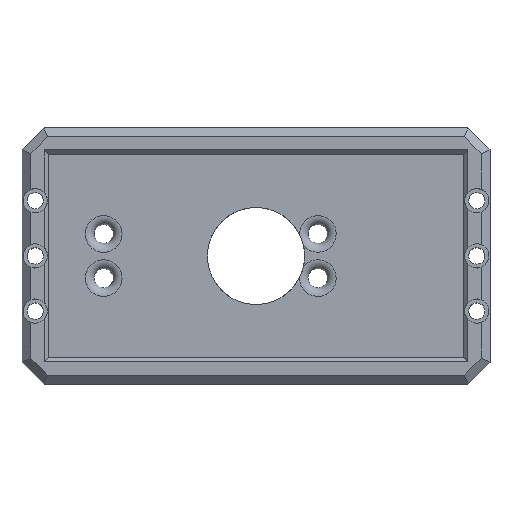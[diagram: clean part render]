
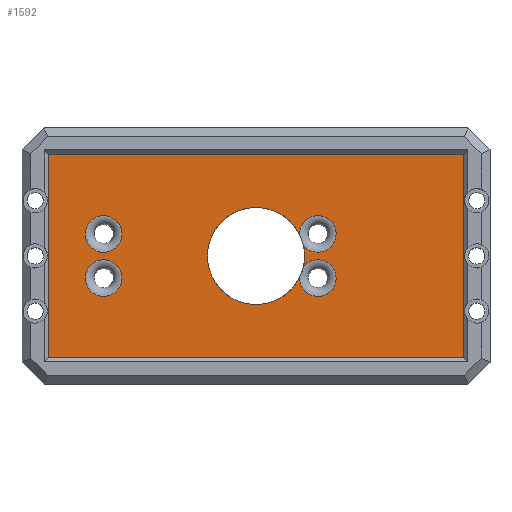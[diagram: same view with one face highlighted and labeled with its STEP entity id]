
A CAD part, top view. The second image highlights one B-rep face of the part: STEP entity #1592.
In plain terms, the highlighted planar face has unit normal (0, 0, 1).
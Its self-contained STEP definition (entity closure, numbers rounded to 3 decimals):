
#70=FACE_BOUND('',#310,.T.);
#71=FACE_BOUND('',#311,.T.);
#72=FACE_BOUND('',#312,.T.);
#137=PLANE('',#1763);
#212=FACE_OUTER_BOUND('',#309,.T.);
#309=EDGE_LOOP('',(#1425,#1426,#1427,#1428));
#310=EDGE_LOOP('',(#1429,#1430,#1431,#1432,#1433,#1434,#1435));
#311=EDGE_LOOP('',(#1436));
#312=EDGE_LOOP('',(#1437));
#378=LINE('',#2406,#519);
#381=LINE('',#2411,#522);
#470=LINE('',#2664,#611);
#471=LINE('',#2665,#612);
#519=VECTOR('',#1954,10.);
#522=VECTOR('',#1959,10.);
#611=VECTOR('',#2200,10.);
#612=VECTOR('',#2201,10.);
#655=CIRCLE('',#1741,4.15);
#658=CIRCLE('',#1744,4.15);
#659=CIRCLE('',#1746,11.);
#661=CIRCLE('',#1748,11.);
#662=CIRCLE('',#1749,11.);
#664=CIRCLE('',#1753,4.15);
#667=CIRCLE('',#1756,4.15);
#669=CIRCLE('',#1760,4.15);
#672=CIRCLE('',#1764,4.15);
#756=VERTEX_POINT('',#2403);
#757=VERTEX_POINT('',#2405);
#758=VERTEX_POINT('',#2409);
#818=VERTEX_POINT('',#2609);
#819=VERTEX_POINT('',#2610);
#820=VERTEX_POINT('',#2619);
#822=VERTEX_POINT('',#2626);
#824=VERTEX_POINT('',#2631);
#825=VERTEX_POINT('',#2633);
#827=VERTEX_POINT('',#2646);
#830=VERTEX_POINT('',#2657);
#832=VERTEX_POINT('',#2663);
#833=VERTEX_POINT('',#2666);
#922=EDGE_CURVE('',#757,#756,#378,.T.);
#925=EDGE_CURVE('',#756,#758,#381,.T.);
#1025=EDGE_CURVE('',#819,#820,#655,.T.);
#1028=EDGE_CURVE('',#820,#818,#658,.T.);
#1029=EDGE_CURVE('',#822,#818,#659,.T.);
#1032=EDGE_CURVE('',#824,#822,#661,.T.);
#1034=EDGE_CURVE('',#819,#825,#662,.T.);
#1037=EDGE_CURVE('',#824,#827,#664,.T.);
#1040=EDGE_CURVE('',#827,#825,#667,.T.);
#1043=EDGE_CURVE('',#830,#830,#669,.T.);
#1046=EDGE_CURVE('',#758,#832,#470,.T.);
#1047=EDGE_CURVE('',#832,#757,#471,.T.);
#1048=EDGE_CURVE('',#833,#833,#672,.T.);
#1425=ORIENTED_EDGE('',*,*,#1046,.T.);
#1426=ORIENTED_EDGE('',*,*,#1047,.T.);
#1427=ORIENTED_EDGE('',*,*,#922,.T.);
#1428=ORIENTED_EDGE('',*,*,#925,.T.);
#1429=ORIENTED_EDGE('',*,*,#1025,.F.);
#1430=ORIENTED_EDGE('',*,*,#1034,.T.);
#1431=ORIENTED_EDGE('',*,*,#1040,.F.);
#1432=ORIENTED_EDGE('',*,*,#1037,.F.);
#1433=ORIENTED_EDGE('',*,*,#1032,.T.);
#1434=ORIENTED_EDGE('',*,*,#1029,.T.);
#1435=ORIENTED_EDGE('',*,*,#1028,.F.);
#1436=ORIENTED_EDGE('',*,*,#1048,.F.);
#1437=ORIENTED_EDGE('',*,*,#1043,.F.);
#1592=ADVANCED_FACE('',(#212,#70,#71,#72),#137,.T.);
#1741=AXIS2_PLACEMENT_3D('',#2620,#2151,#2152);
#1744=AXIS2_PLACEMENT_3D('',#2624,#2157,#2158);
#1746=AXIS2_PLACEMENT_3D('',#2627,#2161,#2162);
#1748=AXIS2_PLACEMENT_3D('',#2632,#2166,#2167);
#1749=AXIS2_PLACEMENT_3D('',#2640,#2168,#2169);
#1753=AXIS2_PLACEMENT_3D('',#2647,#2177,#2178);
#1756=AXIS2_PLACEMENT_3D('',#2651,#2183,#2184);
#1760=AXIS2_PLACEMENT_3D('',#2658,#2192,#2193);
#1763=AXIS2_PLACEMENT_3D('',#2662,#2198,#2199);
#1764=AXIS2_PLACEMENT_3D('',#2667,#2202,#2203);
#1954=DIRECTION('',(1.,0.,0.));
#1959=DIRECTION('',(0.,1.,0.));
#2151=DIRECTION('center_axis',(0.,0.,1.));
#2152=DIRECTION('ref_axis',(-1.,0.,0.));
#2157=DIRECTION('center_axis',(0.,0.,1.));
#2158=DIRECTION('ref_axis',(-1.,0.,0.));
#2161=DIRECTION('center_axis',(0.,0.,-1.));
#2162=DIRECTION('ref_axis',(-1.,0.,0.));
#2166=DIRECTION('center_axis',(0.,0.,-1.));
#2167=DIRECTION('ref_axis',(-1.,0.,0.));
#2168=DIRECTION('center_axis',(0.,0.,-1.));
#2169=DIRECTION('ref_axis',(-1.,0.,0.));
#2177=DIRECTION('center_axis',(0.,0.,1.));
#2178=DIRECTION('ref_axis',(-1.,0.,0.));
#2183=DIRECTION('center_axis',(0.,0.,1.));
#2184=DIRECTION('ref_axis',(-1.,0.,0.));
#2192=DIRECTION('center_axis',(0.,0.,1.));
#2193=DIRECTION('ref_axis',(-1.,0.,0.));
#2198=DIRECTION('center_axis',(0.,0.,1.));
#2199=DIRECTION('ref_axis',(1.,0.,0.));
#2200=DIRECTION('',(-1.,0.,0.));
#2201=DIRECTION('',(0.,-1.,0.));
#2202=DIRECTION('center_axis',(0.,0.,1.));
#2203=DIRECTION('ref_axis',(-1.,0.,0.));
#2403=CARTESIAN_POINT('',(47.,-23.,6.));
#2405=CARTESIAN_POINT('',(-47.,-23.,6.));
#2406=CARTESIAN_POINT('',(-47.,-23.,6.));
#2409=CARTESIAN_POINT('',(47.,23.,6.));
#2411=CARTESIAN_POINT('',(47.,-23.,6.));
#2609=CARTESIAN_POINT('',(10.723,-2.454,6.));
#2610=CARTESIAN_POINT('',(9.851,-4.894,6.));
#2619=CARTESIAN_POINT('',(18.15,-5.,6.));
#2620=CARTESIAN_POINT('Origin',(14.,-5.,6.));
#2624=CARTESIAN_POINT('Origin',(14.,-5.,6.));
#2626=CARTESIAN_POINT('',(11.,0.,6.));
#2627=CARTESIAN_POINT('Origin',(0.,0.,6.));
#2631=CARTESIAN_POINT('',(10.723,2.454,6.));
#2632=CARTESIAN_POINT('Origin',(0.,0.,6.));
#2633=CARTESIAN_POINT('',(9.851,4.894,6.));
#2640=CARTESIAN_POINT('Origin',(0.,0.,6.));
#2646=CARTESIAN_POINT('',(18.15,5.,6.));
#2647=CARTESIAN_POINT('Origin',(14.,5.,6.));
#2651=CARTESIAN_POINT('Origin',(14.,5.,6.));
#2657=CARTESIAN_POINT('',(-30.35,5.,6.));
#2658=CARTESIAN_POINT('Origin',(-34.5,5.,6.));
#2662=CARTESIAN_POINT('Origin',(0.,0.,
6.));
#2663=CARTESIAN_POINT('',(-47.,23.,6.));
#2664=CARTESIAN_POINT('',(47.,23.,6.));
#2665=CARTESIAN_POINT('',(-47.,23.,6.));
#2666=CARTESIAN_POINT('',(-30.35,-5.,6.));
#2667=CARTESIAN_POINT('Origin',(-34.5,-5.,6.));
